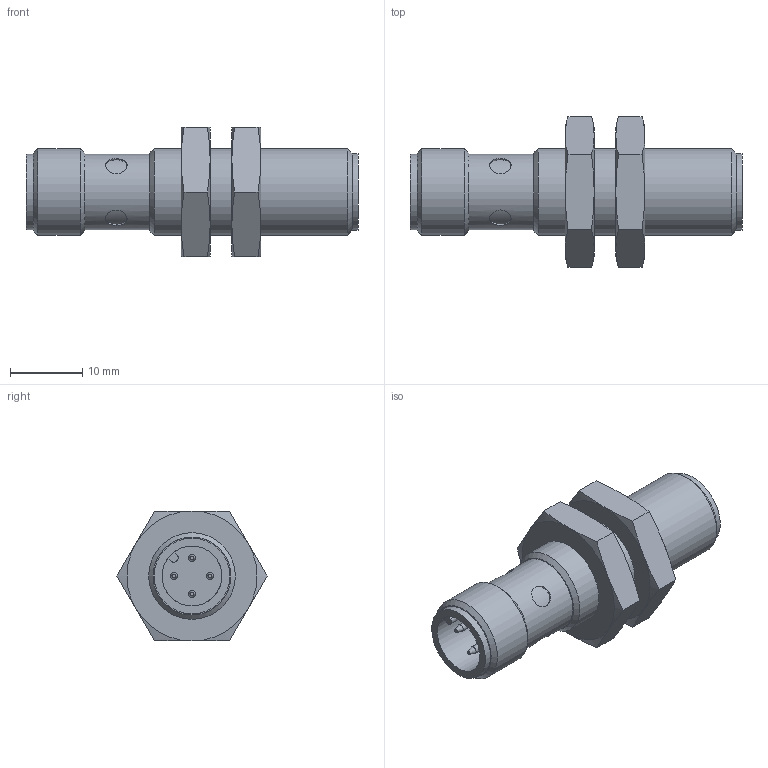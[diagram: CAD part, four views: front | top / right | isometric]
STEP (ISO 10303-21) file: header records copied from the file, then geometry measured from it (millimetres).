
FILE_DESCRIPTION( ( 'STEP AP203' ), '1' );
FILE_NAME( 'SICK IME12-02BPSZC0K-Order no.1040731.stp', '2018-12-20T12:26:54', ( '' ), ( '' ), ' ', 'PARTsolutions', ' ' );
FILE_SCHEMA( ( 'CONFIG_CONTROL_DESIGN' ) );
Length unit declared in the file: millimetre
Products named in the file (3): SICK IME12-02BPSZC0K-Order no.1040731; _SICK IME12-02BPSZC0K-Bestell-Nr.10407311; _SICK Mutter M12x1
Assembly tree (3 placements, depth 2):
  SICK IME12-02BPSZC0K-Order no.1040731
    _SICK IME12-02BPSZC0K-Bestell-Nr.10407311
    _SICK Mutter M12x1  x2
Bounding box: 45.97 x 20.78 x 18 mm (x, y, z)
Volume: 5959.6 mm3; surface area: 3703.1 mm2
Topology: 3 solids, 3 shells, 87 faces, 170 edges, 102 vertices
Faces by surface type: cone 37, plane 30, cylinder 20
Full cylindrical faces by diameter (mm): 1 x4, 3 x4, 8.3 x1, 10.106 x2, 10.5 x2, 12 x2
Entity records: 2040 total; most frequent: CARTESIAN_POINT 776, DIRECTION 244, ORIENTED_EDGE 186, AXIS2_PLACEMENT_3D 115, EDGE_LOOP 104, EDGE_CURVE 93, FACE_OUTER_BOUND 78, VERTEX_POINT 71
